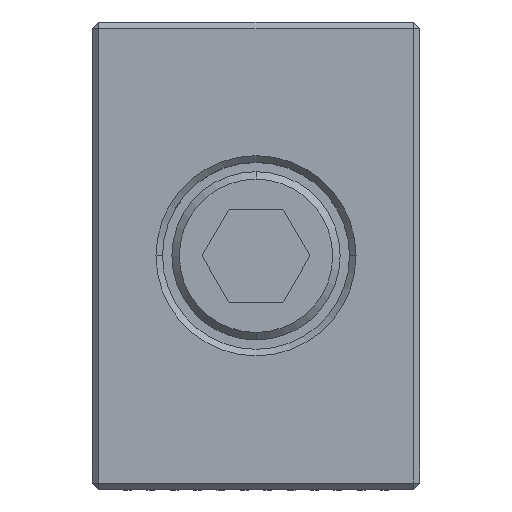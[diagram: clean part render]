
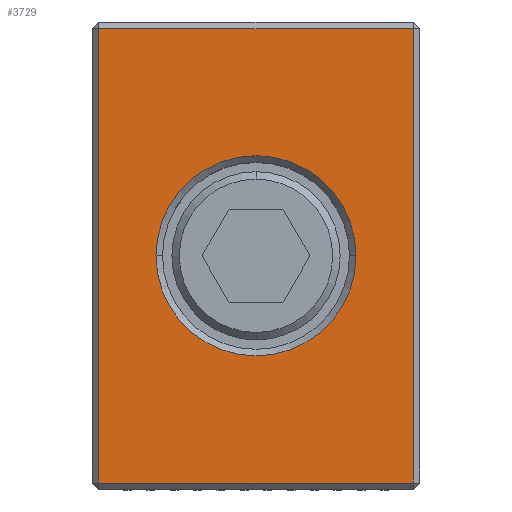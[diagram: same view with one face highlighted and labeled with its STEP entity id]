
A CAD part, top view. The second image highlights one B-rep face of the part: STEP entity #3729.
In plain terms, the highlighted planar face has unit normal (0, 0, 1).
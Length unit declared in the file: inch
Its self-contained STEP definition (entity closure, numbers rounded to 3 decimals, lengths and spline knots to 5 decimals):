
#4 = ORIENTED_EDGE ( 'NONE', *, *, #9444, .F. ) ;
#238 = FACE_OUTER_BOUND ( 'NONE', #1554, .T. ) ;
#346 = FACE_BOUND ( 'NONE', #566, .T. ) ;
#468 = CARTESIAN_POINT ( 'NONE',  ( -11.78346, -0.98425, 1.0748 ) ) ;
#566 = EDGE_LOOP ( 'NONE', ( #4, #5535 ) ) ;
#680 = DIRECTION ( 'NONE',  ( 0., 0., 1. ) ) ;
#681 = DIRECTION ( 'NONE',  ( 1., 0., 0. ) ) ;
#1149 = VERTEX_POINT ( 'NONE', #1670 ) ;
#1167 = ORIENTED_EDGE ( 'NONE', *, *, #1712, .F. ) ;
#1257 = DIRECTION ( 'NONE',  ( -1., 0., 0. ) ) ;
#1542 = EDGE_CURVE ( 'NONE', #9495, #10023, #5320, .T. ) ;
#1554 = EDGE_LOOP ( 'NONE', ( #5050, #10040, #4944, #1167 ) ) ;
#1670 = CARTESIAN_POINT ( 'NONE',  ( -11.78346, 0.95669, 1.0748 ) ) ;
#1712 = EDGE_CURVE ( 'NONE', #10023, #1149, #8566, .T. ) ;
#2475 = DIRECTION ( 'NONE',  ( 1., 0., 0. ) ) ;
#2682 = DIRECTION ( 'NONE',  ( 0., 1., 0. ) ) ;
#2940 = CARTESIAN_POINT ( 'NONE',  ( -10.70079, 0., 1.0748 ) ) ;
#3184 = DIRECTION ( 'NONE',  ( 0., -1., 0. ) ) ;
#3585 = CARTESIAN_POINT ( 'NONE',  ( -11.54331, 0., 1.0748 ) ) ;
#3643 = VECTOR ( 'NONE', #9466, 39.37008 ) ;
#3729 = ADVANCED_FACE ( 'NONE', ( #346, #238 ), #9992, .F. ) ;
#3752 = CIRCLE ( 'NONE', #4426, 0.42126 ) ;
#3804 = CARTESIAN_POINT ( 'NONE',  ( -10.46063, 0.95669, 1.0748 ) ) ;
#4426 = AXIS2_PLACEMENT_3D ( 'NONE', #6368, #680, #2475 ) ;
#4597 = AXIS2_PLACEMENT_3D ( 'NONE', #9358, #5299, #6156 ) ;
#4693 = CARTESIAN_POINT ( 'NONE',  ( -10.46063, -0.95669, 1.0748 ) ) ;
#4700 = EDGE_CURVE ( 'NONE', #1149, #9102, #8025, .T. ) ;
#4944 = ORIENTED_EDGE ( 'NONE', *, *, #4700, .F. ) ;
#5050 = ORIENTED_EDGE ( 'NONE', *, *, #1542, .F. ) ;
#5078 = VECTOR ( 'NONE', #3184, 39.37008 ) ;
#5127 = VERTEX_POINT ( 'NONE', #2940 ) ;
#5216 = AXIS2_PLACEMENT_3D ( 'NONE', #5991, #6794, #2682 ) ;
#5299 = DIRECTION ( 'NONE',  ( 0., 0., 1. ) ) ;
#5320 = LINE ( 'NONE', #7631, #9781 ) ;
#5535 = ORIENTED_EDGE ( 'NONE', *, *, #9147, .F. ) ;
#5936 = EDGE_CURVE ( 'NONE', #9102, #9495, #7255, .T. ) ;
#5991 = CARTESIAN_POINT ( 'NONE',  ( -10.43307, -0.98425, 1.0748 ) ) ;
#6156 = DIRECTION ( 'NONE',  ( 1., 0., 0. ) ) ;
#6368 = CARTESIAN_POINT ( 'NONE',  ( -11.12205, 0., 1.0748 ) ) ;
#6794 = DIRECTION ( 'NONE',  ( 0., 0., -1. ) ) ;
#6835 = CARTESIAN_POINT ( 'NONE',  ( -11.78346, -0.95669, 1.0748 ) ) ;
#6836 = CIRCLE ( 'NONE', #4597, 0.42126 ) ;
#7086 = CARTESIAN_POINT ( 'NONE',  ( -10.43307, 0.95669, 1.0748 ) ) ;
#7255 = LINE ( 'NONE', #10502, #5078 ) ;
#7631 = CARTESIAN_POINT ( 'NONE',  ( -10.43307, -0.95669, 1.0748 ) ) ;
#7708 = VERTEX_POINT ( 'NONE', #3585 ) ;
#8025 = LINE ( 'NONE', #7086, #9670 ) ;
#8566 = LINE ( 'NONE', #468, #3643 ) ;
#9102 = VERTEX_POINT ( 'NONE', #3804 ) ;
#9147 = EDGE_CURVE ( 'NONE', #7708, #5127, #3752, .T. ) ;
#9358 = CARTESIAN_POINT ( 'NONE',  ( -11.12205, 0., 1.0748 ) ) ;
#9444 = EDGE_CURVE ( 'NONE', #5127, #7708, #6836, .T. ) ;
#9466 = DIRECTION ( 'NONE',  ( 0., 1., 0. ) ) ;
#9495 = VERTEX_POINT ( 'NONE', #4693 ) ;
#9670 = VECTOR ( 'NONE', #681, 39.37008 ) ;
#9781 = VECTOR ( 'NONE', #1257, 39.37008 ) ;
#9992 = PLANE ( 'NONE',  #5216 ) ;
#10023 = VERTEX_POINT ( 'NONE', #6835 ) ;
#10040 = ORIENTED_EDGE ( 'NONE', *, *, #5936, .F. ) ;
#10502 = CARTESIAN_POINT ( 'NONE',  ( -10.46063, -0.98425, 1.0748 ) ) ;
